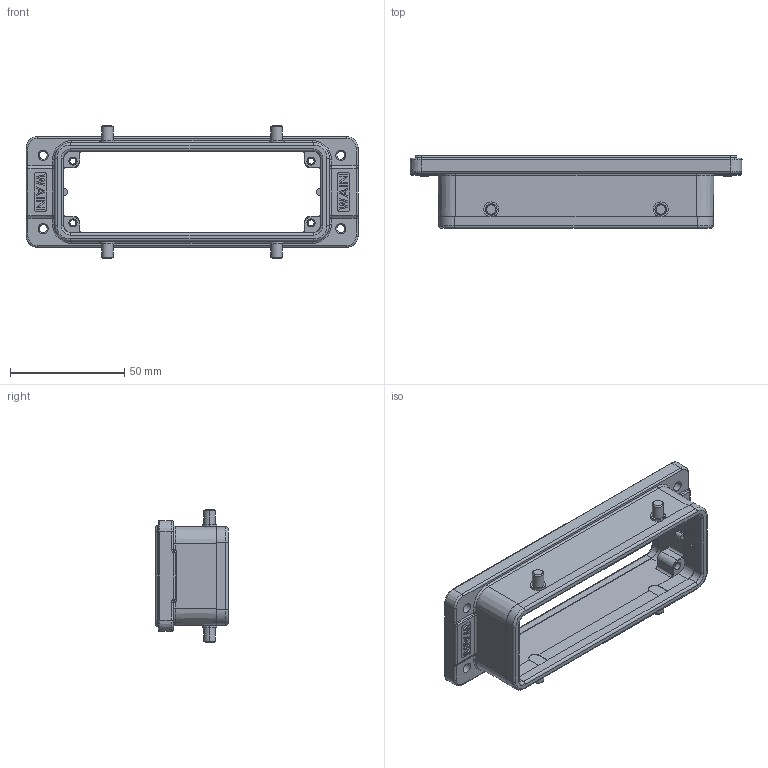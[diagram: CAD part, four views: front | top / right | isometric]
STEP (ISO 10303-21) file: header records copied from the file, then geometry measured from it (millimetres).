
FILE_DESCRIPTION((''),'2;1');
FILE_NAME('3D_W24B-BK-4B_V1_0','2020-07-02T',('sy.ji'),(''),'PRO/ENGINEER BY PARAMETRIC TECHNOLOGY CORPORATION, 2012480','PRO/ENGINEER BY PARAMETRIC TECHNOLOGY CORPORATION, 2012480','');
FILE_SCHEMA(('CONFIG_CONTROL_DESIGN'));
Length unit declared in the file: millimetre
Products named in the file (1): 3D_W24B-BK-4B_V1_0
Bounding box: 144.99 x 31.65 x 58.09 mm (x, y, z)
Volume: 48956.6 mm3; surface area: 33180.6 mm2
Topology: 1 solids, 8 shells, 867 faces, 2428 edges, 1526 vertices
Faces by surface type: plane 337, cylinder 294, cone 94, torus 88, sphere 44, bspline 10
Entity records: 29175 total; most frequent: CARTESIAN_POINT 6856, ORIENTED_EDGE 4768, DIRECTION 4598, EDGE_CURVE 2384, AXIS2_PLACEMENT_3D 1693, VERTEX_POINT 1526, VECTOR 1212, LINE 1212
